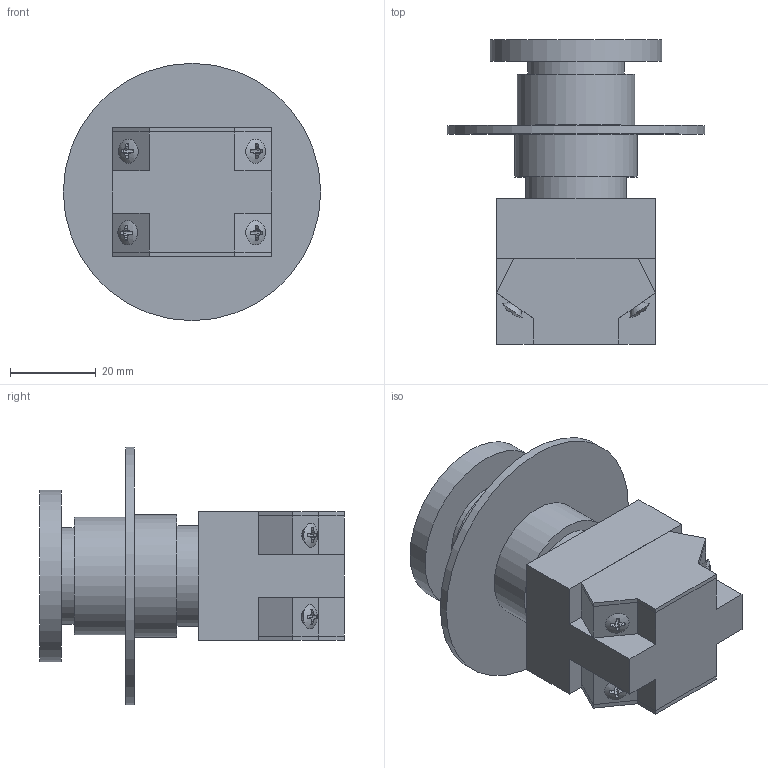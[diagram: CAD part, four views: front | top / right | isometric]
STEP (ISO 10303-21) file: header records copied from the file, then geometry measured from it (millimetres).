
FILE_DESCRIPTION(/* description */ (''),/* implementation_level */ '2;1');
FILE_NAME(/* name */ 'Emergency Stop Switch v1.step',/* time_stamp */ '2021-02-02T10:25:59-05:00',/* author */ (''),/* organization */ (''),/* preprocessor_version */ 'ST-DEVELOPER v18.1',/* originating_system */ 'Autodesk Translation Framework v9.7.1.1290',/* authorisation */ '');
FILE_SCHEMA (('AUTOMOTIVE_DESIGN { 1 0 10303 214 3 1 1 }'));
Length unit declared in the file: millimetre
Products named in the file (5): Emergency Stop Switch; 90258A173; 90258A173 (1); 90258A173 (2); 90258A173 (3)
Assembly tree (4 placements, depth 2):
  Emergency Stop Switch
    90258A173
    90258A173 (1)
    90258A173 (2)
    90258A173 (3)
Bounding box: 60 x 71 x 60 mm (x, y, z)
Volume: 62839.1 mm3; surface area: 23477.7 mm2
Topology: 23 solids, 23 shells, 485 faces, 1296 edges, 860 vertices
Faces by surface type: plane 258, bspline 117, cylinder 70, cone 36, sphere 4
Full cylindrical faces by diameter (mm): 2.35 x24, 3 x24, 3.4 x4, 22.5 x1, 23.5 x1, 27.5 x1, 28.5 x1, 40 x1, 60 x1
Entity records: 20638 total; most frequent: CARTESIAN_POINT 9575, ORIENTED_EDGE 2576, DIRECTION 1756, EDGE_CURVE 1288, VERTEX_POINT 860, LINE 682, VECTOR 682, AXIS2_PLACEMENT_3D 537
